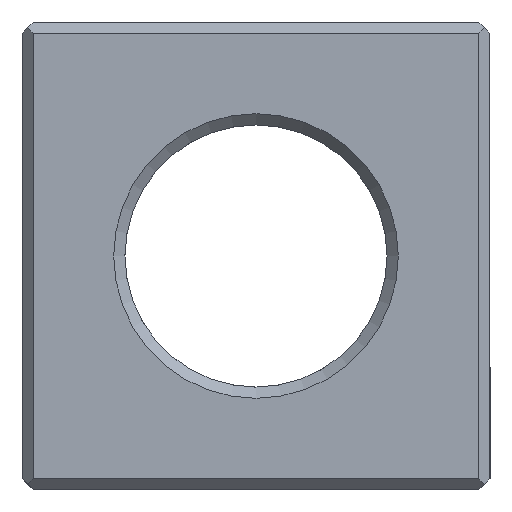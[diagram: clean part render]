
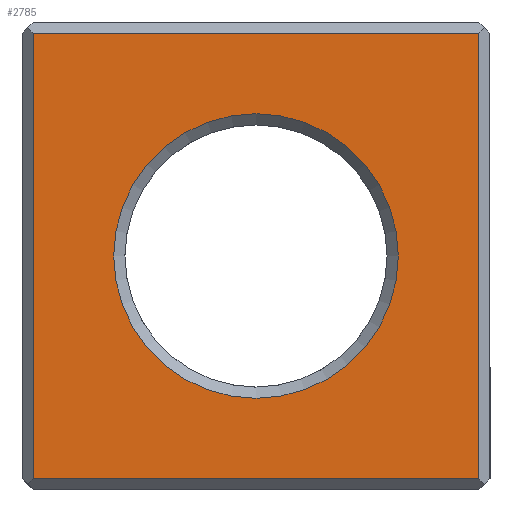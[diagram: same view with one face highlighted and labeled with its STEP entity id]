
A CAD part, left-side view. The second image highlights one B-rep face of the part: STEP entity #2785.
In plain terms, the highlighted planar face has unit normal (-1, 0, 0).
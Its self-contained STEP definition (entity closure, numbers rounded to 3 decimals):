
#72 = PLANE('',#73);
#73 = AXIS2_PLACEMENT_3D('',#74,#75,#76);
#74 = CARTESIAN_POINT('',(0.,0.,0.3));
#75 = DIRECTION('',(-0.707,0.,-0.707)
  );
#76 = DIRECTION('',(0.707,0.,-0.707));
#572 = PLANE('',#573);
#573 = AXIS2_PLACEMENT_3D('',#574,#575,#576);
#574 = CARTESIAN_POINT('',(0.3,12.5,0.));
#575 = DIRECTION('',(0.707,-0.707,0.));
#576 = DIRECTION('',(-0.707,-0.707,0.));
#803 = PLANE('',#804);
#804 = AXIS2_PLACEMENT_3D('',#805,#806,#807);
#805 = CARTESIAN_POINT('',(0.3,0.,0.));
#806 = DIRECTION('',(-0.707,-0.707,0.));
#807 = DIRECTION('',(-0.707,0.707,0.));
#871 = VERTEX_POINT('',#872);
#872 = CARTESIAN_POINT('',(0.,0.3,0.3));
#893 = EDGE_CURVE('',#871,#894,#896,.T.);
#894 = VERTEX_POINT('',#895);
#895 = CARTESIAN_POINT('',(0.,12.2,0.3));
#896 = SURFACE_CURVE('',#897,(#901,#908),.PCURVE_S1.);
#897 = LINE('',#898,#899);
#898 = CARTESIAN_POINT('',(0.,0.,0.3));
#899 = VECTOR('',#900,1.);
#900 = DIRECTION('',(0.,1.,0.));
#901 = PCURVE('',#72,#902);
#902 = DEFINITIONAL_REPRESENTATION('',(#903),#907);
#903 = LINE('',#904,#905);
#904 = CARTESIAN_POINT('',(0.,0.));
#905 = VECTOR('',#906,1.);
#906 = DIRECTION('',(0.,-1.));
#907 = ( GEOMETRIC_REPRESENTATION_CONTEXT(2) 
PARAMETRIC_REPRESENTATION_CONTEXT() REPRESENTATION_CONTEXT('2D SPACE',''
  ) );
#908 = PCURVE('',#909,#914);
#909 = PLANE('',#910);
#910 = AXIS2_PLACEMENT_3D('',#911,#912,#913);
#911 = CARTESIAN_POINT('',(0.,12.5,0.));
#912 = DIRECTION('',(1.,0.,0.));
#913 = DIRECTION('',(0.,-1.,0.));
#914 = DEFINITIONAL_REPRESENTATION('',(#915),#919);
#915 = LINE('',#916,#917);
#916 = CARTESIAN_POINT('',(12.5,-0.3));
#917 = VECTOR('',#918,1.);
#918 = DIRECTION('',(-1.,0.));
#919 = ( GEOMETRIC_REPRESENTATION_CONTEXT(2) 
PARAMETRIC_REPRESENTATION_CONTEXT() REPRESENTATION_CONTEXT('2D SPACE',''
  ) );
#2072 = VERTEX_POINT('',#2073);
#2073 = CARTESIAN_POINT('',(0.,12.2,12.2));
#2087 = PLANE('',#2088);
#2088 = AXIS2_PLACEMENT_3D('',#2089,#2090,#2091);
#2089 = CARTESIAN_POINT('',(0.3,0.,12.5));
#2090 = DIRECTION('',(-0.707,0.,0.707
    ));
#2091 = DIRECTION('',(-0.707,0.,-0.707
    ));
#2099 = EDGE_CURVE('',#894,#2072,#2100,.T.);
#2100 = SURFACE_CURVE('',#2101,(#2105,#2112),.PCURVE_S1.);
#2101 = LINE('',#2102,#2103);
#2102 = CARTESIAN_POINT('',(0.,12.2,0.));
#2103 = VECTOR('',#2104,1.);
#2104 = DIRECTION('',(0.,0.,1.));
#2105 = PCURVE('',#572,#2106);
#2106 = DEFINITIONAL_REPRESENTATION('',(#2107),#2111);
#2107 = LINE('',#2108,#2109);
#2108 = CARTESIAN_POINT('',(0.424,0.));
#2109 = VECTOR('',#2110,1.);
#2110 = DIRECTION('',(0.,-1.));
#2111 = ( GEOMETRIC_REPRESENTATION_CONTEXT(2) 
PARAMETRIC_REPRESENTATION_CONTEXT() REPRESENTATION_CONTEXT('2D SPACE',''
  ) );
#2112 = PCURVE('',#909,#2113);
#2113 = DEFINITIONAL_REPRESENTATION('',(#2114),#2118);
#2114 = LINE('',#2115,#2116);
#2115 = CARTESIAN_POINT('',(0.3,0.));
#2116 = VECTOR('',#2117,1.);
#2117 = DIRECTION('',(0.,-1.));
#2118 = ( GEOMETRIC_REPRESENTATION_CONTEXT(2) 
PARAMETRIC_REPRESENTATION_CONTEXT() REPRESENTATION_CONTEXT('2D SPACE',''
  ) );
#2742 = VERTEX_POINT('',#2743);
#2743 = CARTESIAN_POINT('',(0.,0.3,12.2));
#2764 = EDGE_CURVE('',#871,#2742,#2765,.T.);
#2765 = SURFACE_CURVE('',#2766,(#2770,#2777),.PCURVE_S1.);
#2766 = LINE('',#2767,#2768);
#2767 = CARTESIAN_POINT('',(0.,0.3,0.));
#2768 = VECTOR('',#2769,1.);
#2769 = DIRECTION('',(0.,0.,1.));
#2770 = PCURVE('',#803,#2771);
#2771 = DEFINITIONAL_REPRESENTATION('',(#2772),#2776);
#2772 = LINE('',#2773,#2774);
#2773 = CARTESIAN_POINT('',(0.424,0.));
#2774 = VECTOR('',#2775,1.);
#2775 = DIRECTION('',(0.,-1.));
#2776 = ( GEOMETRIC_REPRESENTATION_CONTEXT(2) 
PARAMETRIC_REPRESENTATION_CONTEXT() REPRESENTATION_CONTEXT('2D SPACE',''
  ) );
#2777 = PCURVE('',#909,#2778);
#2778 = DEFINITIONAL_REPRESENTATION('',(#2779),#2783);
#2779 = LINE('',#2780,#2781);
#2780 = CARTESIAN_POINT('',(12.2,0.));
#2781 = VECTOR('',#2782,1.);
#2782 = DIRECTION('',(0.,-1.));
#2783 = ( GEOMETRIC_REPRESENTATION_CONTEXT(2) 
PARAMETRIC_REPRESENTATION_CONTEXT() REPRESENTATION_CONTEXT('2D SPACE',''
  ) );
#2785 = ADVANCED_FACE('',(#2786,#2812),#909,.F.);
#2786 = FACE_BOUND('',#2787,.F.);
#2787 = EDGE_LOOP('',(#2788,#2789,#2790,#2791));
#2788 = ORIENTED_EDGE('',*,*,#2764,.F.);
#2789 = ORIENTED_EDGE('',*,*,#893,.T.);
#2790 = ORIENTED_EDGE('',*,*,#2099,.T.);
#2791 = ORIENTED_EDGE('',*,*,#2792,.F.);
#2792 = EDGE_CURVE('',#2742,#2072,#2793,.T.);
#2793 = SURFACE_CURVE('',#2794,(#2798,#2805),.PCURVE_S1.);
#2794 = LINE('',#2795,#2796);
#2795 = CARTESIAN_POINT('',(0.,0.,12.2));
#2796 = VECTOR('',#2797,1.);
#2797 = DIRECTION('',(0.,1.,0.));
#2798 = PCURVE('',#909,#2799);
#2799 = DEFINITIONAL_REPRESENTATION('',(#2800),#2804);
#2800 = LINE('',#2801,#2802);
#2801 = CARTESIAN_POINT('',(12.5,-12.2));
#2802 = VECTOR('',#2803,1.);
#2803 = DIRECTION('',(-1.,0.));
#2804 = ( GEOMETRIC_REPRESENTATION_CONTEXT(2) 
PARAMETRIC_REPRESENTATION_CONTEXT() REPRESENTATION_CONTEXT('2D SPACE',''
  ) );
#2805 = PCURVE('',#2087,#2806);
#2806 = DEFINITIONAL_REPRESENTATION('',(#2807),#2811);
#2807 = LINE('',#2808,#2809);
#2808 = CARTESIAN_POINT('',(0.424,0.));
#2809 = VECTOR('',#2810,1.);
#2810 = DIRECTION('',(0.,-1.));
#2811 = ( GEOMETRIC_REPRESENTATION_CONTEXT(2) 
PARAMETRIC_REPRESENTATION_CONTEXT() REPRESENTATION_CONTEXT('2D SPACE',''
  ) );
#2812 = FACE_BOUND('',#2813,.F.);
#2813 = EDGE_LOOP('',(#2814));
#2814 = ORIENTED_EDGE('',*,*,#2815,.T.);
#2815 = EDGE_CURVE('',#2816,#2816,#2818,.T.);
#2816 = VERTEX_POINT('',#2817);
#2817 = CARTESIAN_POINT('',(0.,2.45,6.25));
#2818 = SURFACE_CURVE('',#2819,(#2824,#2835),.PCURVE_S1.);
#2819 = CIRCLE('',#2820,3.8);
#2820 = AXIS2_PLACEMENT_3D('',#2821,#2822,#2823);
#2821 = CARTESIAN_POINT('',(0.,6.25,6.25));
#2822 = DIRECTION('',(-1.,0.,0.));
#2823 = DIRECTION('',(0.,-1.,0.));
#2824 = PCURVE('',#909,#2825);
#2825 = DEFINITIONAL_REPRESENTATION('',(#2826),#2834);
#2826 = ( BOUNDED_CURVE() B_SPLINE_CURVE(2,(#2827,#2828,#2829,#2830,
#2831,#2832,#2833),.UNSPECIFIED.,.T.,.F.) B_SPLINE_CURVE_WITH_KNOTS((1,2
    ,2,2,2,1),(-2.094,0.,2.094,4.189,
6.283,8.378),.UNSPECIFIED.) CURVE() 
GEOMETRIC_REPRESENTATION_ITEM() RATIONAL_B_SPLINE_CURVE((1.,0.5,1.,0.5,
1.,0.5,1.)) REPRESENTATION_ITEM('') );
#2827 = CARTESIAN_POINT('',(10.05,-6.25));
#2828 = CARTESIAN_POINT('',(10.05,-12.832));
#2829 = CARTESIAN_POINT('',(4.35,-9.541));
#2830 = CARTESIAN_POINT('',(-1.35,-6.25));
#2831 = CARTESIAN_POINT('',(4.35,-2.959));
#2832 = CARTESIAN_POINT('',(10.05,0.332));
#2833 = CARTESIAN_POINT('',(10.05,-6.25));
#2834 = ( GEOMETRIC_REPRESENTATION_CONTEXT(2) 
PARAMETRIC_REPRESENTATION_CONTEXT() REPRESENTATION_CONTEXT('2D SPACE',''
  ) );
#2835 = PCURVE('',#2836,#2841);
#2836 = CONICAL_SURFACE('',#2837,3.5,0.785);
#2837 = AXIS2_PLACEMENT_3D('',#2838,#2839,#2840);
#2838 = CARTESIAN_POINT('',(0.3,6.25,6.25));
#2839 = DIRECTION('',(-1.,-0.,-0.));
#2840 = DIRECTION('',(0.,-1.,0.));
#2841 = DEFINITIONAL_REPRESENTATION('',(#2842),#2846);
#2842 = LINE('',#2843,#2844);
#2843 = CARTESIAN_POINT('',(0.,0.3));
#2844 = VECTOR('',#2845,1.);
#2845 = DIRECTION('',(1.,0.));
#2846 = ( GEOMETRIC_REPRESENTATION_CONTEXT(2) 
PARAMETRIC_REPRESENTATION_CONTEXT() REPRESENTATION_CONTEXT('2D SPACE',''
  ) );
